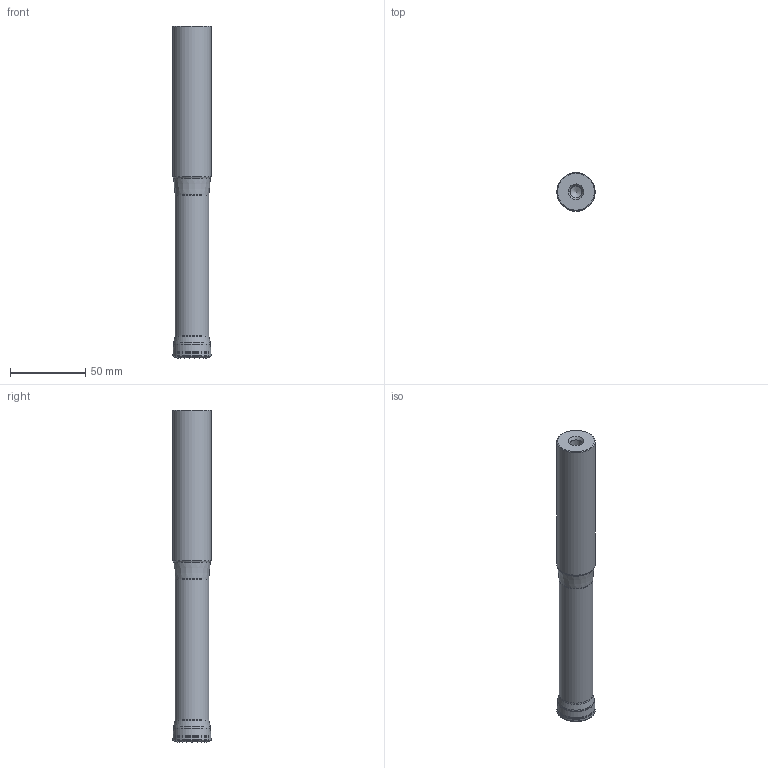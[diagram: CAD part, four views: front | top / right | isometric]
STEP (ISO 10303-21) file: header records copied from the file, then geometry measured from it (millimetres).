
FILE_DESCRIPTION(/* description */ (''),/* implementation_level */ '2;1');
FILE_NAME(/* name */ '202789963ndi000_00.stp',/* time_stamp */ '2020-01-14T07:11:03+01:00',/* author */ (''),/* organization */ (''),/* preprocessor_version */ 'ST-DEVELOPER v16.7',/* originating_system */ 'SIEMENS PLM Software NX 12.0',/* authorisation */ '');
FILE_SCHEMA (('AUTOMOTIVE_DESIGN { 1 0 10303 214 3 1 1 1 }'));
Length unit declared in the file: millimetre
Products named in the file (1): mp541D2CA96E325v
Bounding box: 25.4 x 25.4 x 220 mm (x, y, z)
Volume: 91198.3 mm3; surface area: 24102.1 mm2
Topology: 2 solids, 2 shells, 56 faces, 117 edges, 63 vertices
Faces by surface type: revolution 36, cone 7, torus 7, cylinder 4, plane 2
Full cylindrical faces by diameter (mm): 8 x1, 22.334 x1, 24.334 x1, 25.4 x1
Entity records: 1399 total; most frequent: CARTESIAN_POINT 406, DIRECTION 188, FACE_BOUND 110, EDGE_LOOP 110, ORIENTED_EDGE 110, AXIS2_PLACEMENT_3D 76, ADVANCED_FACE 56, VERTEX_POINT 56
